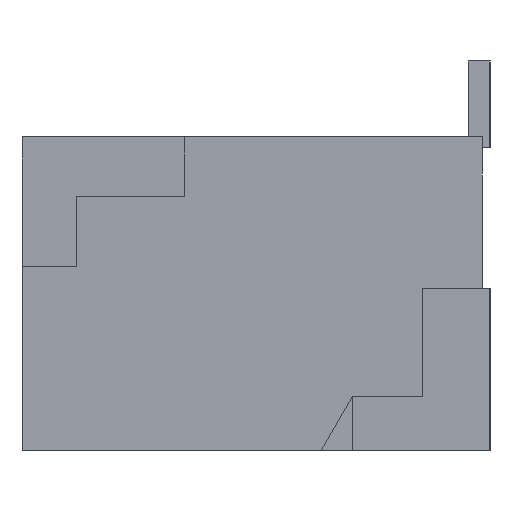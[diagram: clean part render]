
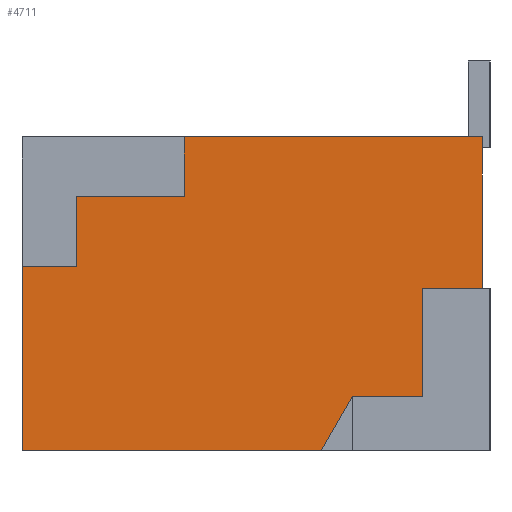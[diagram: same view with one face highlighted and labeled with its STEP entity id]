
A CAD part, left-side view. The second image highlights one B-rep face of the part: STEP entity #4711.
In plain terms, the highlighted planar face has unit normal (-1, 0, 0).
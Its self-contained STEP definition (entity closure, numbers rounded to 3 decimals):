
#78 = VECTOR ( 'NONE', #7522, 1000. ) ;
#131 = CARTESIAN_POINT ( 'NONE',  ( -8., 1.27, -0.95 ) ) ;
#335 = LINE ( 'NONE', #3082, #3219 ) ;
#499 = ORIENTED_EDGE ( 'NONE', *, *, #3329, .F. ) ;
#868 = DIRECTION ( 'NONE',  ( 0., -0.5, 0.866 ) ) ;
#908 = CARTESIAN_POINT ( 'NONE',  ( -8., 4.32, 0.25 ) ) ;
#926 = ORIENTED_EDGE ( 'NONE', *, *, #3283, .T. ) ;
#1018 = VECTOR ( 'NONE', #4763, 1000. ) ;
#1112 = CARTESIAN_POINT ( 'NONE',  ( -8., 0.07, 1.45 ) ) ;
#1165 = VECTOR ( 'NONE', #4517, 1000. ) ;
#1319 = VECTOR ( 'NONE', #8637, 1000. ) ;
#1337 = CARTESIAN_POINT ( 'NONE',  ( -8., 4.32, -1.45 ) ) ;
#1420 = EDGE_LOOP ( 'NONE', ( #2778, #8599, #2145, #3475, #4032, #6539, #1652, #4166, #5486, #6844, #499, #926 ) ) ;
#1652 = ORIENTED_EDGE ( 'NONE', *, *, #9156, .T. ) ;
#1693 = VERTEX_POINT ( 'NONE', #7459 ) ;
#1708 = LINE ( 'NONE', #4514, #6896 ) ;
#1710 = CARTESIAN_POINT ( 'NONE',  ( -8., 4.32, 1.45 ) ) ;
#1752 = LINE ( 'NONE', #4564, #78 ) ;
#1794 = AXIS2_PLACEMENT_3D ( 'NONE', #8754, #2235, #5079 ) ;
#1936 = CARTESIAN_POINT ( 'NONE',  ( -8., 3.82, 0.25 ) ) ;
#2145 = ORIENTED_EDGE ( 'NONE', *, *, #9185, .T. ) ;
#2235 = DIRECTION ( 'NONE',  ( 1., 0., 0. ) ) ;
#2307 = VERTEX_POINT ( 'NONE', #1337 ) ;
#2339 = VECTOR ( 'NONE', #3923, 1000. ) ;
#2428 = LINE ( 'NONE', #5291, #3981 ) ;
#2609 = DIRECTION ( 'NONE',  ( 0., 1., 0. ) ) ;
#2778 = ORIENTED_EDGE ( 'NONE', *, *, #9111, .T. ) ;
#2787 = LINE ( 'NONE', #5693, #1319 ) ;
#2908 = FACE_OUTER_BOUND ( 'NONE', #1420, .T. ) ;
#2984 = LINE ( 'NONE', #5893, #8562 ) ;
#3000 = CARTESIAN_POINT ( 'NONE',  ( -8., 1.559, -1.45 ) ) ;
#3082 = CARTESIAN_POINT ( 'NONE',  ( -8., 0.62, -0.95 ) ) ;
#3121 = LINE ( 'NONE', #6031, #8122 ) ;
#3198 = VERTEX_POINT ( 'NONE', #7199 ) ;
#3219 = VECTOR ( 'NONE', #5995, 1000. ) ;
#3283 = EDGE_CURVE ( 'NONE', #2307, #5658, #2984, .T. ) ;
#3329 = EDGE_CURVE ( 'NONE', #2307, #4372, #8204, .T. ) ;
#3430 = EDGE_CURVE ( 'NONE', #4682, #4372, #6228, .T. ) ;
#3437 = EDGE_CURVE ( 'NONE', #9060, #4682, #8437, .T. ) ;
#3475 = ORIENTED_EDGE ( 'NONE', *, *, #9175, .T. ) ;
#3513 = EDGE_CURVE ( 'NONE', #4664, #9060, #2787, .T. ) ;
#3573 = CARTESIAN_POINT ( 'NONE',  ( -8., 2.82, 0.9 ) ) ;
#3923 = DIRECTION ( 'NONE',  ( 0., 0., 1. ) ) ;
#3981 = VECTOR ( 'NONE', #8241, 1000. ) ;
#4032 = ORIENTED_EDGE ( 'NONE', *, *, #9211, .T. ) ;
#4166 = ORIENTED_EDGE ( 'NONE', *, *, #3513, .T. ) ;
#4372 = VERTEX_POINT ( 'NONE', #908 ) ;
#4373 = LINE ( 'NONE', #7330, #9044 ) ;
#4514 = CARTESIAN_POINT ( 'NONE',  ( -8., 2.82, 0.9 ) ) ;
#4517 = DIRECTION ( 'NONE',  ( 0., 0., 1. ) ) ;
#4564 = CARTESIAN_POINT ( 'NONE',  ( -8., 0.62, 0.05 ) ) ;
#4664 = VERTEX_POINT ( 'NONE', #3573 ) ;
#4682 = VERTEX_POINT ( 'NONE', #7269 ) ;
#4711 = ADVANCED_FACE ( 'NONE', ( #2908 ), #5813, .F. ) ;
#4763 = DIRECTION ( 'NONE',  ( 0., 0., -1. ) ) ;
#5006 = VECTOR ( 'NONE', #2609, 1000. ) ;
#5047 = CARTESIAN_POINT ( 'NONE',  ( -8., 3.82, 0.9 ) ) ;
#5079 = DIRECTION ( 'NONE',  ( 0., 0., -1. ) ) ;
#5097 = VERTEX_POINT ( 'NONE', #8365 ) ;
#5291 = CARTESIAN_POINT ( 'NONE',  ( -8., 4.32, 1.45 ) ) ;
#5326 = VERTEX_POINT ( 'NONE', #7626 ) ;
#5486 = ORIENTED_EDGE ( 'NONE', *, *, #3437, .T. ) ;
#5658 = VERTEX_POINT ( 'NONE', #3000 ) ;
#5693 = CARTESIAN_POINT ( 'NONE',  ( -8., 3.82, 0.9 ) ) ;
#5813 = PLANE ( 'NONE',  #1794 ) ;
#5893 = CARTESIAN_POINT ( 'NONE',  ( -8., 4.32, -1.45 ) ) ;
#5995 = DIRECTION ( 'NONE',  ( 0., -1., 0. ) ) ;
#6031 = CARTESIAN_POINT ( 'NONE',  ( -8., 0.07, 0.05 ) ) ;
#6228 = LINE ( 'NONE', #9161, #5006 ) ;
#6363 = VERTEX_POINT ( 'NONE', #6510 ) ;
#6510 = CARTESIAN_POINT ( 'NONE',  ( -8., 0.62, 0.05 ) ) ;
#6539 = ORIENTED_EDGE ( 'NONE', *, *, #9176, .F. ) ;
#6844 = ORIENTED_EDGE ( 'NONE', *, *, #3430, .T. ) ;
#6896 = VECTOR ( 'NONE', #7469, 1000. ) ;
#7199 = CARTESIAN_POINT ( 'NONE',  ( -8., 2.82, 1.45 ) ) ;
#7269 = CARTESIAN_POINT ( 'NONE',  ( -8., 3.82, 0.25 ) ) ;
#7330 = CARTESIAN_POINT ( 'NONE',  ( -8., 1.27, -0.95 ) ) ;
#7459 = CARTESIAN_POINT ( 'NONE',  ( -8., 0.62, -0.95 ) ) ;
#7469 = DIRECTION ( 'NONE',  ( 0., 0., -1. ) ) ;
#7522 = DIRECTION ( 'NONE',  ( 0., 0., 1. ) ) ;
#7575 = LINE ( 'NONE', #1112, #2339 ) ;
#7626 = CARTESIAN_POINT ( 'NONE',  ( -8., 0.07, 0.05 ) ) ;
#8122 = VECTOR ( 'NONE', #8978, 1000. ) ;
#8204 = LINE ( 'NONE', #1710, #1165 ) ;
#8241 = DIRECTION ( 'NONE',  ( 0., -1., 0. ) ) ;
#8361 = VERTEX_POINT ( 'NONE', #131 ) ;
#8365 = CARTESIAN_POINT ( 'NONE',  ( -8., 0.07, 1.45 ) ) ;
#8437 = LINE ( 'NONE', #1936, #1018 ) ;
#8562 = VECTOR ( 'NONE', #8825, 1000. ) ;
#8599 = ORIENTED_EDGE ( 'NONE', *, *, #8880, .T. ) ;
#8637 = DIRECTION ( 'NONE',  ( 0., 1., 0. ) ) ;
#8754 = CARTESIAN_POINT ( 'NONE',  ( -8., 4.32, 1.45 ) ) ;
#8825 = DIRECTION ( 'NONE',  ( 0., -1., 0. ) ) ;
#8880 = EDGE_CURVE ( 'NONE', #8361, #1693, #335, .T. ) ;
#8978 = DIRECTION ( 'NONE',  ( 0., -1., 0. ) ) ;
#9044 = VECTOR ( 'NONE', #868, 1000. ) ;
#9060 = VERTEX_POINT ( 'NONE', #5047 ) ;
#9111 = EDGE_CURVE ( 'NONE', #5658, #8361, #4373, .T. ) ;
#9156 = EDGE_CURVE ( 'NONE', #3198, #4664, #1708, .T. ) ;
#9161 = CARTESIAN_POINT ( 'NONE',  ( -8., 4.32, 0.25 ) ) ;
#9175 = EDGE_CURVE ( 'NONE', #6363, #5326, #3121, .T. ) ;
#9176 = EDGE_CURVE ( 'NONE', #3198, #5097, #2428, .T. ) ;
#9185 = EDGE_CURVE ( 'NONE', #1693, #6363, #1752, .T. ) ;
#9211 = EDGE_CURVE ( 'NONE', #5326, #5097, #7575, .T. ) ;
